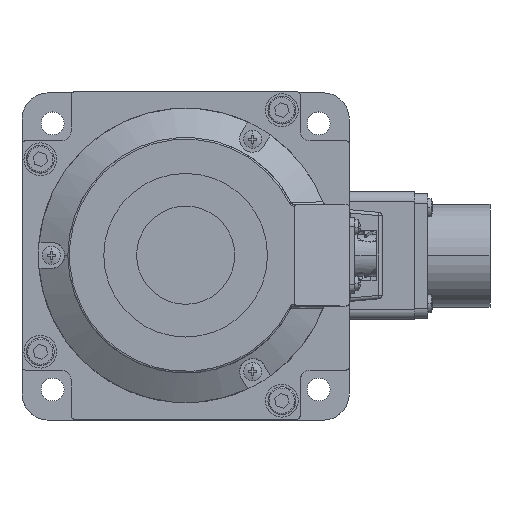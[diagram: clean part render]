
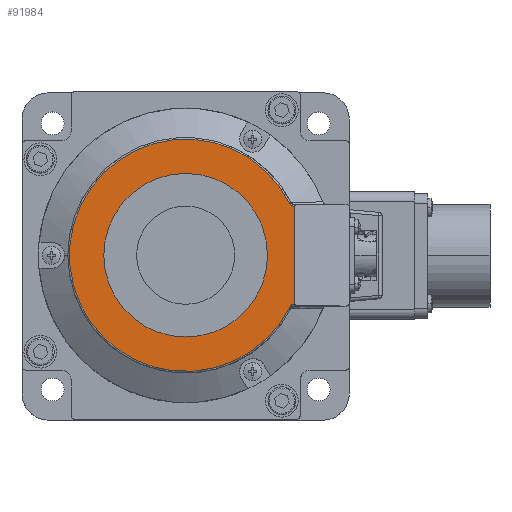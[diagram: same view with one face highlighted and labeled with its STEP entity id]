
A CAD part, top view. The second image highlights one B-rep face of the part: STEP entity #91984.
In plain terms, the highlighted planar face has unit normal (0, 0, 1).
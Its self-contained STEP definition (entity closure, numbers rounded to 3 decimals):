
#974 = DIRECTION ( 'NONE',  ( -1., 0., 0. ) ) ;
#1700 = ORIENTED_EDGE ( 'NONE', *, *, #95729, .F. ) ;
#2736 = VERTEX_POINT ( 'NONE', #65629 ) ;
#7034 = DIRECTION ( 'NONE',  ( 1., 0., 0. ) ) ;
#7797 = CIRCLE ( 'NONE', #97114, 25. ) ;
#10077 = VECTOR ( 'NONE', #26514, 1000. ) ;
#10298 = DIRECTION ( 'NONE',  ( 0., 0., 1. ) ) ;
#10845 = VECTOR ( 'NONE', #49082, 1000. ) ;
#17277 = VERTEX_POINT ( 'NONE', #67536 ) ;
#22537 = LINE ( 'NONE', #86861, #72560 ) ;
#23671 = EDGE_LOOP ( 'NONE', ( #94656, #1700 ) ) ;
#25262 = CARTESIAN_POINT ( 'NONE',  ( 67.405, 1.683, 263.65 ) ) ;
#25458 = CARTESIAN_POINT ( 'NONE',  ( 100.766, 22.183, 263.65 ) ) ;
#26514 = DIRECTION ( 'NONE',  ( 1., 0., 0. ) ) ;
#26535 = EDGE_CURVE ( 'NONE', #17277, #69277, #49035, .T. ) ;
#28126 = CARTESIAN_POINT ( 'NONE',  ( 99.179, 17.515, 263.65 ) ) ;
#30365 = VERTEX_POINT ( 'NONE', #28126 ) ;
#30723 = CIRCLE ( 'NONE', #77015, 25. ) ;
#30911 = DIRECTION ( 'NONE',  ( 0., 0., -1. ) ) ;
#31777 = CARTESIAN_POINT ( 'NONE',  ( 92.405, 1.683, 263.65 ) ) ;
#31924 = FACE_OUTER_BOUND ( 'NONE', #41457, .T. ) ;
#33105 = DIRECTION ( 'NONE',  ( 1., 0., 0. ) ) ;
#41457 = EDGE_LOOP ( 'NONE', ( #71826, #90410, #72351, #86441, #97485, #98995 ) ) ;
#41681 = AXIS2_PLACEMENT_3D ( 'NONE', #77691, #30911, #85647 ) ;
#41752 = AXIS2_PLACEMENT_3D ( 'NONE', #25262, #79861, #33105 ) ;
#41816 = CARTESIAN_POINT ( 'NONE',  ( 100.522, 16.683, 263.65 ) ) ;
#43886 = VERTEX_POINT ( 'NONE', #63194 ) ;
#44326 = CARTESIAN_POINT ( 'NONE',  ( 67.405, 1.683, 263.65 ) ) ;
#46829 = CARTESIAN_POINT ( 'NONE',  ( 100.522, 18.183, 263.65 ) ) ;
#49035 = LINE ( 'NONE', #25458, #10845 ) ;
#49082 = DIRECTION ( 'NONE',  ( 0., -1., 0. ) ) ;
#49574 = EDGE_CURVE ( 'NONE', #87920, #69277, #72406, .T. ) ;
#52145 = DIRECTION ( 'NONE',  ( 1., 0., 0. ) ) ;
#53850 = DIRECTION ( 'NONE',  ( 0., 0., 1. ) ) ;
#54647 = DIRECTION ( 'NONE',  ( 1., 0., 0. ) ) ;
#55371 = VERTEX_POINT ( 'NONE', #41816 ) ;
#55995 = AXIS2_PLACEMENT_3D ( 'NONE', #100815, #53850, #7034 ) ;
#57098 = CARTESIAN_POINT ( 'NONE',  ( 67.405, 1.683, 263.65 ) ) ;
#60549 = AXIS2_PLACEMENT_3D ( 'NONE', #46829, #101608, #54647 ) ;
#60845 = CARTESIAN_POINT ( 'NONE',  ( 100.522, -13.317, 263.65 ) ) ;
#63194 = CARTESIAN_POINT ( 'NONE',  ( 42.405, 1.683, 263.65 ) ) ;
#64990 = DIRECTION ( 'NONE',  ( 1., 0., 0. ) ) ;
#65629 = CARTESIAN_POINT ( 'NONE',  ( 99.179, -14.148, 263.65 ) ) ;
#67536 = CARTESIAN_POINT ( 'NONE',  ( 100.766, 16.683, 263.65 ) ) ;
#69230 = PLANE ( 'NONE',  #55995 ) ;
#69277 = VERTEX_POINT ( 'NONE', #69374 ) ;
#69374 = CARTESIAN_POINT ( 'NONE',  ( 100.766, -13.317, 263.65 ) ) ;
#70871 = CIRCLE ( 'NONE', #41752, 35.5 ) ;
#71826 = ORIENTED_EDGE ( 'NONE', *, *, #26535, .F. ) ;
#72351 = ORIENTED_EDGE ( 'NONE', *, *, #100128, .T. ) ;
#72406 = LINE ( 'NONE', #89069, #10077 ) ;
#72560 = VECTOR ( 'NONE', #974, 1000. ) ;
#77015 = AXIS2_PLACEMENT_3D ( 'NONE', #44326, #99089, #52145 ) ;
#77691 = CARTESIAN_POINT ( 'NONE',  ( 100.522, -14.817, 263.65 ) ) ;
#79861 = DIRECTION ( 'NONE',  ( 0., 0., 1. ) ) ;
#79935 = EDGE_CURVE ( 'NONE', #2736, #87920, #99377, .T. ) ;
#82254 = EDGE_CURVE ( 'NONE', #17277, #55371, #22537, .T. ) ;
#85647 = DIRECTION ( 'NONE',  ( 1., 0., 0. ) ) ;
#86441 = ORIENTED_EDGE ( 'NONE', *, *, #101115, .T. ) ;
#86549 = VERTEX_POINT ( 'NONE', #31777 ) ;
#86861 = CARTESIAN_POINT ( 'NONE',  ( 67.405, 16.683, 263.65 ) ) ;
#87920 = VERTEX_POINT ( 'NONE', #60845 ) ;
#89069 = CARTESIAN_POINT ( 'NONE',  ( 67.405, -13.317, 263.65 ) ) ;
#90410 = ORIENTED_EDGE ( 'NONE', *, *, #82254, .T. ) ;
#91984 = ADVANCED_FACE ( 'NONE', ( #31924, #94374 ), #69230, .T. ) ;
#94374 = FACE_BOUND ( 'NONE', #23671, .T. ) ;
#94656 = ORIENTED_EDGE ( 'NONE', *, *, #94837, .F. ) ;
#94837 = EDGE_CURVE ( 'NONE', #86549, #43886, #7797, .T. ) ;
#95729 = EDGE_CURVE ( 'NONE', #43886, #86549, #30723, .T. ) ;
#95860 = CIRCLE ( 'NONE', #60549, 1.5 ) ;
#97114 = AXIS2_PLACEMENT_3D ( 'NONE', #57098, #10298, #64990 ) ;
#97485 = ORIENTED_EDGE ( 'NONE', *, *, #79935, .T. ) ;
#98995 = ORIENTED_EDGE ( 'NONE', *, *, #49574, .T. ) ;
#99089 = DIRECTION ( 'NONE',  ( 0., 0., 1. ) ) ;
#99377 = CIRCLE ( 'NONE', #41681, 1.5 ) ;
#100128 = EDGE_CURVE ( 'NONE', #55371, #30365, #95860, .T. ) ;
#100815 = CARTESIAN_POINT ( 'NONE',  ( 67.405, 1.683, 263.65 ) ) ;
#101115 = EDGE_CURVE ( 'NONE', #30365, #2736, #70871, .T. ) ;
#101608 = DIRECTION ( 'NONE',  ( 0., 0., -1. ) ) ;
